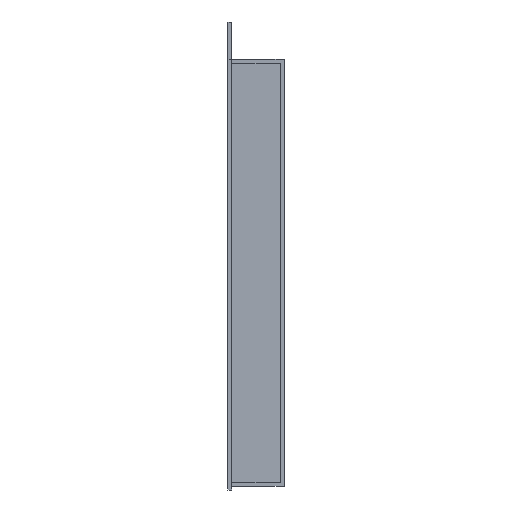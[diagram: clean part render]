
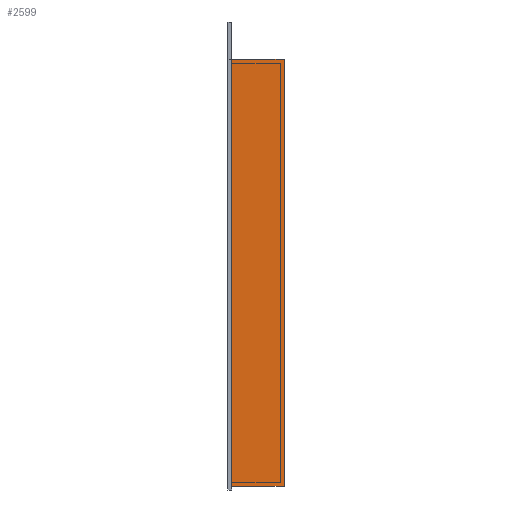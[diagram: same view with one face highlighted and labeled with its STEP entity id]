
A CAD part, front view. The second image highlights one B-rep face of the part: STEP entity #2599.
In plain terms, the highlighted free-form (B-spline) face has degree [1, 1] with [2, 2] control points.
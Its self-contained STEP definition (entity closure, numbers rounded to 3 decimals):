
#2564=(
BOUNDED_SURFACE()
B_SPLINE_SURFACE(1,1,((#2565,#2566),(#2567,#2568)),.UNSPECIFIED.,.F.,.F.,.F.)
B_SPLINE_SURFACE_WITH_KNOTS((2,2),(2,2),(0.000,1.000),(0.000,1.000),.UNSPECIFIED.)
GEOMETRIC_REPRESENTATION_ITEM()
RATIONAL_B_SPLINE_SURFACE(((1.,1.),(1.,1.)))
REPRESENTATION_ITEM('')
SURFACE()
);
#2565=CARTESIAN_POINT('',(-14.152,-2.,109.08));
#2566=CARTESIAN_POINT('',(-0.152,-2.,109.08));
#2567=CARTESIAN_POINT('',(-14.152,-2.,-4.985));
#2568=CARTESIAN_POINT('',(-0.152,-2.,-4.985));
#2569=CARTESIAN_POINT('',(-0.152,-2.,109.08));
#2570=VERTEX_POINT('',#2569);
#2571=(
BOUNDED_CURVE()
B_SPLINE_CURVE(1,(#2572,#2573),.UNSPECIFIED.,.F.,.F.)
B_SPLINE_CURVE_WITH_KNOTS((2,2),(0.000,1.000),.UNSPECIFIED.)
CURVE()
GEOMETRIC_REPRESENTATION_ITEM()
RATIONAL_B_SPLINE_CURVE((1.,1.))
REPRESENTATION_ITEM('')
);
#2572=CARTESIAN_POINT('',(-0.152,-2.,109.08));
#2573=CARTESIAN_POINT('',(-0.152,-2.,-4.985));
#2574=CARTESIAN_POINT('',(-0.152,-2.,-4.985));
#2575=VERTEX_POINT('',#2574);
#2576=EDGE_CURVE('',#2570,#2575,#2571,.T.);
#2577=ORIENTED_EDGE('',*,*,#2576,.T.);
#2578=(
BOUNDED_CURVE()
B_SPLINE_CURVE(1,(#2579,#2580),.UNSPECIFIED.,.F.,.F.)
B_SPLINE_CURVE_WITH_KNOTS((2,2),(0.000,1.000),.UNSPECIFIED.)
CURVE()
GEOMETRIC_REPRESENTATION_ITEM()
RATIONAL_B_SPLINE_CURVE((1.,1.))
REPRESENTATION_ITEM('')
);
#2579=CARTESIAN_POINT('',(-0.152,-2.,-4.985));
#2580=CARTESIAN_POINT('',(-14.152,-2.,-4.985));
#2581=CARTESIAN_POINT('',(-14.152,-2.,-4.985));
#2582=VERTEX_POINT('',#2581);
#2583=EDGE_CURVE('',#2575,#2582,#2578,.T.);
#2584=ORIENTED_EDGE('',*,*,#2583,.T.);
#2585=(
BOUNDED_CURVE()
B_SPLINE_CURVE(1,(#2586,#2587),.UNSPECIFIED.,.F.,.F.)
B_SPLINE_CURVE_WITH_KNOTS((2,2),(0.000,1.000),.UNSPECIFIED.)
CURVE()
GEOMETRIC_REPRESENTATION_ITEM()
RATIONAL_B_SPLINE_CURVE((1.,1.))
REPRESENTATION_ITEM('')
);
#2586=CARTESIAN_POINT('',(-14.152,-2.,-4.985));
#2587=CARTESIAN_POINT('',(-14.152,-2.,109.08));
#2588=CARTESIAN_POINT('',(-14.152,-2.,109.08));
#2589=VERTEX_POINT('',#2588);
#2590=EDGE_CURVE('',#2582,#2589,#2585,.T.);
#2591=ORIENTED_EDGE('',*,*,#2590,.T.);
#2592=(
BOUNDED_CURVE()
B_SPLINE_CURVE(1,(#2593,#2594),.UNSPECIFIED.,.F.,.F.)
B_SPLINE_CURVE_WITH_KNOTS((2,2),(0.000,1.000),.UNSPECIFIED.)
CURVE()
GEOMETRIC_REPRESENTATION_ITEM()
RATIONAL_B_SPLINE_CURVE((1.,1.))
REPRESENTATION_ITEM('')
);
#2593=CARTESIAN_POINT('',(-14.152,-2.,109.08));
#2594=CARTESIAN_POINT('',(-0.152,-2.,109.08));
#2595=EDGE_CURVE('',#2589,#2570,#2592,.T.);
#2596=ORIENTED_EDGE('',*,*,#2595,.T.);
#2597=EDGE_LOOP('',(#2577,#2584,#2591,#2596));
#2598=FACE_OUTER_BOUND('',#2597,.T.);
#2599=ADVANCED_FACE('',(#2598),#2564,.T.);
